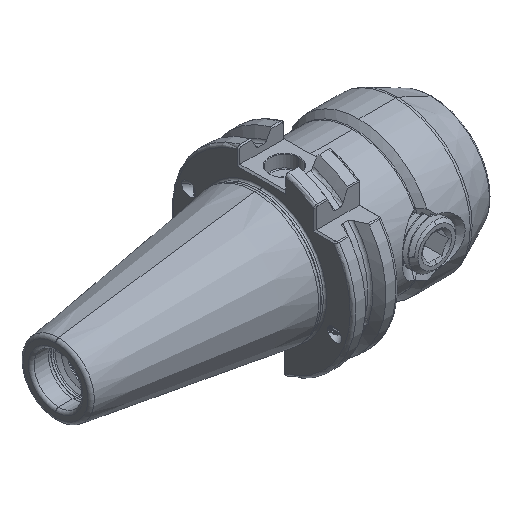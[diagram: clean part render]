
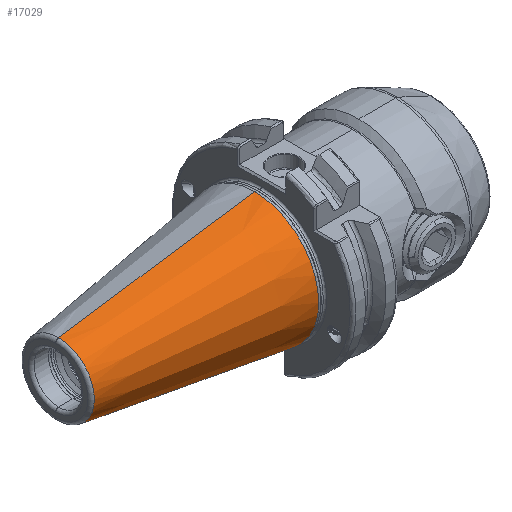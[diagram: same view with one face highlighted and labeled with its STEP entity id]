
A CAD part, isometric view. The second image highlights one B-rep face of the part: STEP entity #17029.
In plain terms, the highlighted conical face has half-angle 8.297 degrees and reference radius 22.692 mm.
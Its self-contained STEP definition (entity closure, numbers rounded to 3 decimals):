
#541 = CARTESIAN_POINT ( 'NONE',  ( -70.573, 0., 12.4 ) ) ;
#565 = CARTESIAN_POINT ( 'NONE',  ( -2.5, 0., 22.327 ) ) ;
#570 = CARTESIAN_POINT ( 'NONE',  ( -2.5, 0., -22.327 ) ) ;
#573 = CARTESIAN_POINT ( 'NONE',  ( -70.573, 0., -12.4 ) ) ;
#946 = FACE_OUTER_BOUND ( 'NONE', #22112, .T. ) ;
#953 = CONICAL_SURFACE ( 'NONE', #1613, 22.692, 0.145 ) ;
#1613 = AXIS2_PLACEMENT_3D ( 'NONE', #3721, #3701, #3717 ) ;
#1847 = AXIS2_PLACEMENT_3D ( 'NONE', #2879, #2875, #2859 ) ;
#2239 = CARTESIAN_POINT ( 'NONE',  ( -2.5, 0., 0. ) ) ;
#2249 = DIRECTION ( 'NONE',  ( 1., 0., 0. ) ) ;
#2275 = DIRECTION ( 'NONE',  ( 0., 0., -1. ) ) ;
#2859 = DIRECTION ( 'NONE',  ( 0., 0., 1. ) ) ;
#2875 = DIRECTION ( 'NONE',  ( 1., 0., 0. ) ) ;
#2879 = CARTESIAN_POINT ( 'NONE',  ( -70.573, 0., 0. ) ) ;
#3701 = DIRECTION ( 'NONE',  ( 1., 0., 0. ) ) ;
#3717 = DIRECTION ( 'NONE',  ( 0., 0., -1. ) ) ;
#3721 = CARTESIAN_POINT ( 'NONE',  ( 0., 0., 0. ) ) ;
#6579 = AXIS2_PLACEMENT_3D ( 'NONE', #2239, #2249, #2275 ) ;
#10798 = CIRCLE ( 'NONE', #1847, 12.4 ) ;
#10919 = LINE ( 'NONE', #18000, #10926 ) ;
#10926 = VECTOR ( 'NONE', #17969, 1000. ) ;
#10957 = VECTOR ( 'NONE', #18144, 1000. ) ;
#10972 = LINE ( 'NONE', #18160, #10957 ) ;
#11240 = CIRCLE ( 'NONE', #6579, 22.327 ) ;
#17029 = ADVANCED_FACE ( 'NONE', ( #946 ), #953, .T. ) ;
#17969 = DIRECTION ( 'NONE',  ( 0.99, 0., 0.144 ) ) ;
#18000 = CARTESIAN_POINT ( 'NONE',  ( 0., 0., 22.692 ) ) ;
#18144 = DIRECTION ( 'NONE',  ( 0.99, 0., -0.144 ) ) ;
#18160 = CARTESIAN_POINT ( 'NONE',  ( 0., 0., -22.692 ) ) ;
#22112 = EDGE_LOOP ( 'NONE', ( #22880, #23070, #23024, #22981 ) ) ;
#22880 = ORIENTED_EDGE ( 'NONE', *, *, #26272, .F. ) ;
#22981 = ORIENTED_EDGE ( 'NONE', *, *, #26674, .F. ) ;
#23024 = ORIENTED_EDGE ( 'NONE', *, *, #26319, .T. ) ;
#23070 = ORIENTED_EDGE ( 'NONE', *, *, #26150, .T. ) ;
#25436 = VERTEX_POINT ( 'NONE', #541 ) ;
#25438 = VERTEX_POINT ( 'NONE', #565 ) ;
#25467 = VERTEX_POINT ( 'NONE', #570 ) ;
#25480 = VERTEX_POINT ( 'NONE', #573 ) ;
#26150 = EDGE_CURVE ( 'NONE', #25436, #25480, #10798, .T. ) ;
#26272 = EDGE_CURVE ( 'NONE', #25436, #25438, #10919, .T. ) ;
#26319 = EDGE_CURVE ( 'NONE', #25480, #25467, #10972, .T. ) ;
#26674 = EDGE_CURVE ( 'NONE', #25438, #25467, #11240, .T. ) ;
